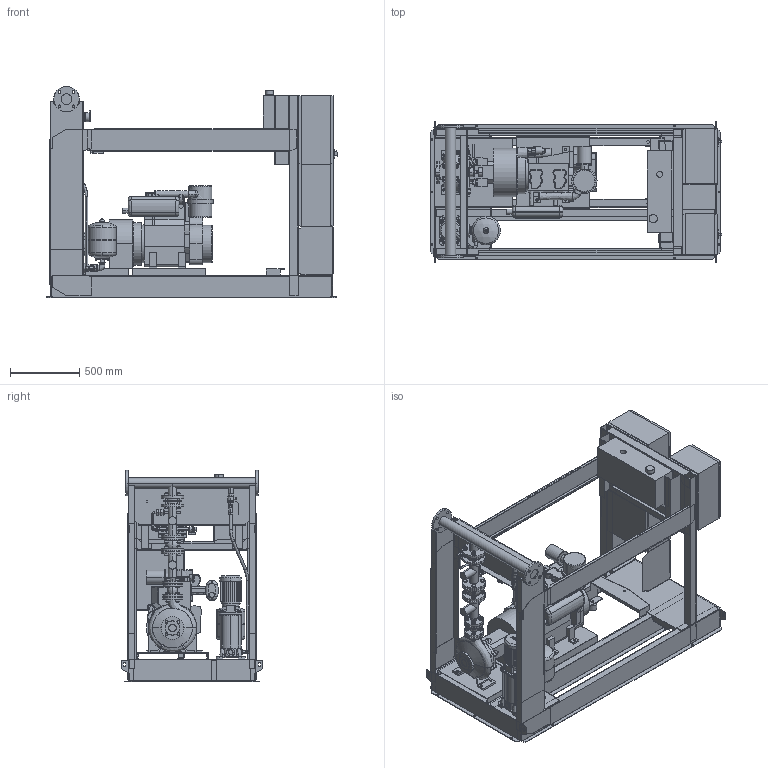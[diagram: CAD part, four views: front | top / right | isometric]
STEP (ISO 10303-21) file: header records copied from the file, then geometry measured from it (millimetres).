
FILE_DESCRIPTION((''),'2;1');
FILE_NAME('3d_Sifire-EN-32_250-257-31.5_1.1DJ-4183864.stp','2015-05-26T10:21:42',(''),(''),'Mechanical Desktop 2009','Mechanical Desktop 2009',', , ');
FILE_SCHEMA(('CONFIG_CONTROL_DESIGN'));
Length unit declared in the file: millimetre
Products named in the file (1): Product
Bounding box: 2105.5 x 1026 x 1527.5 mm (x, y, z)
Volume: 318567657.9 mm3; surface area: 26478730.1 mm2
Topology: 160 solids, 160 shells, 4038 faces, 9836 edges, 6261 vertices
Faces by surface type: bspline 1537, plane 1405, cylinder 664, cone 316, torus 92, sphere 24
Entity records: 133242 total; most frequent: CARTESIAN_POINT 43940, ORIENTED_EDGE 19616, DIRECTION 16626, EDGE_CURVE 9808, VERTEX_POINT 6258, VECTOR 5760, LINE 5760, AXIS2_PLACEMENT_3D 5433
